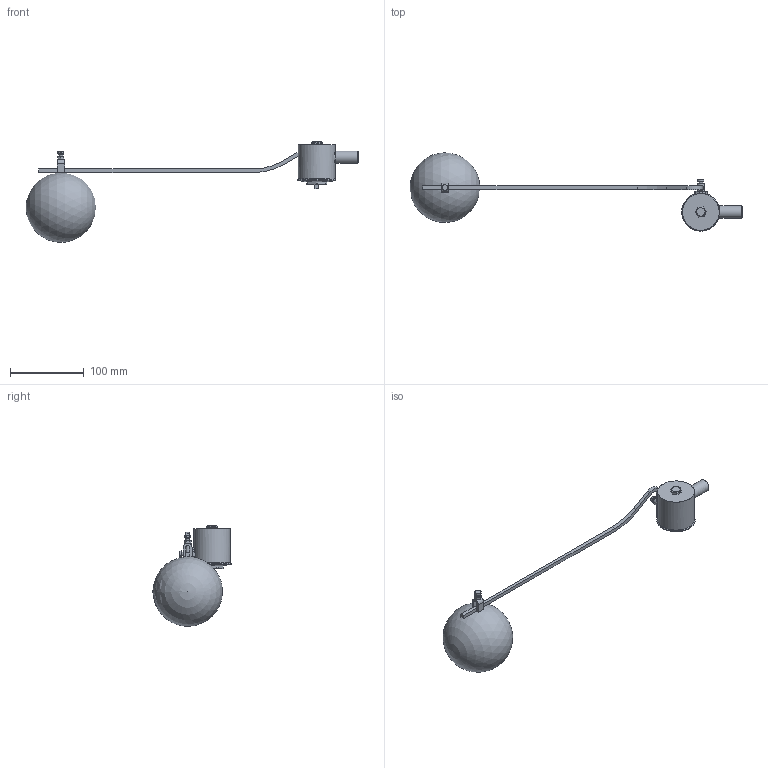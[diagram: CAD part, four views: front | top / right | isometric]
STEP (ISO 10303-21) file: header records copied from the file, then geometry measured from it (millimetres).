
FILE_DESCRIPTION(/* description */ (''),/* implementation_level */ '2;1');
FILE_NAME(/* name */ '000451-F.stp',/* time_stamp */ '2016-02-19T10:25:02+01:00',/* author */ ('powierski'),/* organization */ (''),/* preprocessor_version */ 'ST-DEVELOPER v15.6',/* originating_system */ 'Autodesk Inventor 2015',/* authorisation */ '');
FILE_SCHEMA (('AUTOMOTIVE_DESIGN { 1 0 10303 214 3 1 1 }'));
Length unit declared in the file: millimetre
Products named in the file (1): 000451-F_step
Bounding box: 451.5 x 106.55 x 136.65 mm (x, y, z)
Volume: 614748.1 mm3; surface area: 81625 mm2
Topology: 3 solids, 6 shells, 654 faces, 1719 edges, 1114 vertices
Faces by surface type: plane 343, cylinder 174, cone 125, torus 11, sphere 1
Full cylindrical faces by diameter (mm): 3 x7, 3.2 x7, 5 x4, 5.5 x1, 5.54 x6, 6 x1, 7.2 x1, 8 x1, 8.3 x2, 10 x4, 10.1 x2, 12 x1, 12.5 x1, 13 x2, 14.95 x1, 16 x2, 16.662 x2, 18.5 x1, 19 x2, 34.5 x2, 39.9 x1, 40 x3, 42 x1, 50 x2, 52 x1
Entity records: 21322 total; most frequent: CARTESIAN_POINT 5485, ORIENTED_EDGE 3148, DIRECTION 2997, EDGE_CURVE 1569, AXIS2_PLACEMENT_3D 1135, VERTEX_POINT 1074, EDGE_LOOP 825, LINE 727
